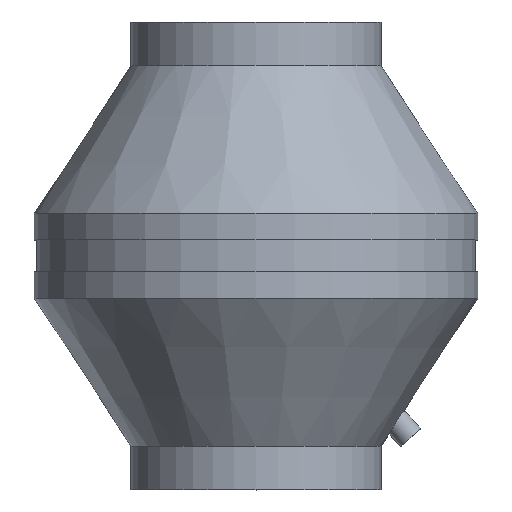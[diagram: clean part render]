
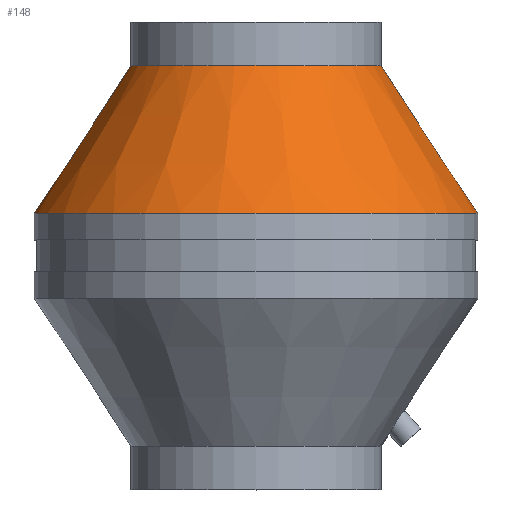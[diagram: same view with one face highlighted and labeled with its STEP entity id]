
A CAD part, top view. The second image highlights one B-rep face of the part: STEP entity #148.
In plain terms, the highlighted conical face has half-angle 33.219 degrees and reference radius 204 mm.
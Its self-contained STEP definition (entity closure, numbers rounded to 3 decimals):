
#148 = ADVANCED_FACE( '', ( #319, #320 ), #321, .T. );
#319 = FACE_BOUND( '', #482, .T. );
#320 = FACE_OUTER_BOUND( '', #483, .T. );
#321 = CONICAL_SURFACE( '', #484, 204., 0.58 );
#482 = EDGE_LOOP( '', ( #845 ) );
#483 = EDGE_LOOP( '', ( #846 ) );
#484 = AXIS2_PLACEMENT_3D( '', #847, #848, #849 );
#845 = ORIENTED_EDGE( '', *, *, #969, .T. );
#846 = ORIENTED_EDGE( '', *, *, #984, .F. );
#847 = CARTESIAN_POINT( '', ( 0., 254.092, 0. ) );
#848 = DIRECTION( '', ( 0., -1., 0. ) );
#849 = DIRECTION( '', ( 0., 0., -1. ) );
#969 = EDGE_CURVE( '', #1178, #1178, #1179, .T. );
#984 = EDGE_CURVE( '', #1195, #1195, #1196, .T. );
#1178 = VERTEX_POINT( '', #1798 );
#1179 = CIRCLE( '', #1799, 115. );
#1195 = VERTEX_POINT( '', #1818 );
#1196 = CIRCLE( '', #1819, 204. );
#1798 = CARTESIAN_POINT( '', ( 0., 390., -115. ) );
#1799 = AXIS2_PLACEMENT_3D( '', #2001, #2002, #2003 );
#1818 = CARTESIAN_POINT( '', ( 0., 254.092, -204. ) );
#1819 = AXIS2_PLACEMENT_3D( '', #2019, #2020, #2021 );
#2001 = CARTESIAN_POINT( '', ( 0., 390., 0. ) );
#2002 = DIRECTION( '', ( 0., -1., 0. ) );
#2003 = DIRECTION( '', ( 0., 0., -1. ) );
#2019 = CARTESIAN_POINT( '', ( 0., 254.092, 0. ) );
#2020 = DIRECTION( '', ( 0., -1., 0. ) );
#2021 = DIRECTION( '', ( 0., 0., -1. ) );
